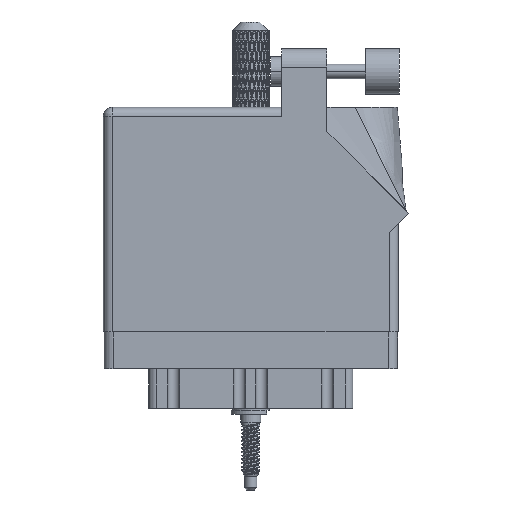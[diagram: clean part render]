
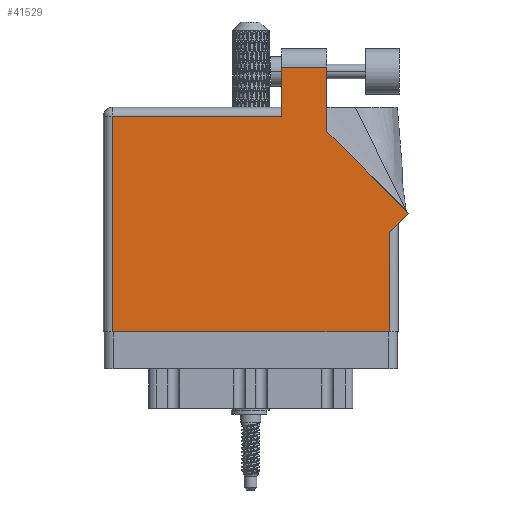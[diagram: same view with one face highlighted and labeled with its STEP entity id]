
A CAD part, front view. The second image highlights one B-rep face of the part: STEP entity #41529.
In plain terms, the highlighted face is planar.
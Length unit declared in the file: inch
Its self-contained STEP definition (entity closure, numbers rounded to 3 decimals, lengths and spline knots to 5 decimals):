
#2274 = DIRECTION ( 'NONE',  ( 0., -1., 0. ) ) ;
#5154 = VECTOR ( 'NONE', #20946, 39.37008 ) ;
#8331 = CARTESIAN_POINT ( 'NONE',  ( 1.524, 1.805, 0. ) ) ;
#11137 = CARTESIAN_POINT ( 'NONE',  ( 1.948, 0.737, 0. ) ) ;
#12831 = CARTESIAN_POINT ( 'NONE',  ( 0.062, 1.468, 0. ) ) ;
#14433 = VECTOR ( 'NONE', #16491, 39.37008 ) ;
#14563 = CARTESIAN_POINT ( 'NONE',  ( 1.217, 1.468, 0. ) ) ;
#14837 = DIRECTION ( 'NONE',  ( 0., 0., -1. ) ) ;
#16491 = DIRECTION ( 'NONE',  ( -0.707, 0.707, 0. ) ) ;
#18500 = LINE ( 'NONE', #98880, #81396 ) ;
#20087 = LINE ( 'NONE', #34885, #57498 ) ;
#20757 = EDGE_CURVE ( 'NONE', #51112, #55181, #20087, .T. ) ;
#20946 = DIRECTION ( 'NONE',  ( -1., 0., 0. ) ) ;
#23380 = EDGE_CURVE ( 'NONE', #30598, #51112, #99007, .T. ) ;
#24033 = CARTESIAN_POINT ( 'NONE',  ( 0.062, 0., 0. ) ) ;
#25890 = LINE ( 'NONE', #90376, #41987 ) ;
#26454 = CARTESIAN_POINT ( 'NONE',  ( 0.062, 0., 0. ) ) ;
#27593 = CARTESIAN_POINT ( 'NONE',  ( 2.01, 0.737, 0. ) ) ;
#30598 = VERTEX_POINT ( 'NONE', #31571 ) ;
#30704 = PLANE ( 'NONE',  #37595 ) ;
#31567 = EDGE_CURVE ( 'NONE', #36816, #41609, #34898, .T. ) ;
#31571 = CARTESIAN_POINT ( 'NONE',  ( 1.217, 1.805, 0. ) ) ;
#34885 = CARTESIAN_POINT ( 'NONE',  ( 0., 1.468, 0. ) ) ;
#34898 = LINE ( 'NONE', #11137, #83570 ) ;
#36816 = VERTEX_POINT ( 'NONE', #61788 ) ;
#37595 = AXIS2_PLACEMENT_3D ( 'NONE', #88267, #14837, #78809 ) ;
#41529 = ADVANCED_FACE ( 'NONE', ( #103155 ), #30704, .F. ) ;
#41609 = VERTEX_POINT ( 'NONE', #58063 ) ;
#41987 = VECTOR ( 'NONE', #58118, 39.37008 ) ;
#43157 = EDGE_CURVE ( 'NONE', #84649, #30598, #78062, .T. ) ;
#43910 = ORIENTED_EDGE ( 'NONE', *, *, #90812, .T. ) ;
#44914 = DIRECTION ( 'NONE',  ( -1., 0., 0. ) ) ;
#48056 = EDGE_CURVE ( 'NONE', #71126, #84649, #18500, .T. ) ;
#49216 = CARTESIAN_POINT ( 'NONE',  ( 2.08071, 0.80771, 0. ) ) ;
#50960 = EDGE_LOOP ( 'NONE', ( #72079, #100017, #62711, #84452, #87805, #76069, #85975, #43910, #52417 ) ) ;
#51112 = VERTEX_POINT ( 'NONE', #14563 ) ;
#52417 = ORIENTED_EDGE ( 'NONE', *, *, #73355, .T. ) ;
#54254 = CARTESIAN_POINT ( 'NONE',  ( 1.217, 1.805, 0. ) ) ;
#55181 = VERTEX_POINT ( 'NONE', #12831 ) ;
#57498 = VECTOR ( 'NONE', #44914, 39.37008 ) ;
#58063 = CARTESIAN_POINT ( 'NONE',  ( 1.948, 0.675, 0. ) ) ;
#58118 = DIRECTION ( 'NONE',  ( 1., 0., 0. ) ) ;
#58972 = VECTOR ( 'NONE', #77062, 39.37008 ) ;
#59325 = VERTEX_POINT ( 'NONE', #61350 ) ;
#61350 = CARTESIAN_POINT ( 'NONE',  ( 2.08071, 0.80771, 0. ) ) ;
#61788 = CARTESIAN_POINT ( 'NONE',  ( 1.948, 0., 0. ) ) ;
#62711 = ORIENTED_EDGE ( 'NONE', *, *, #23380, .T. ) ;
#66100 = LINE ( 'NONE', #26454, #58972 ) ;
#71126 = VERTEX_POINT ( 'NONE', #99540 ) ;
#71545 = VECTOR ( 'NONE', #2274, 39.37008 ) ;
#72079 = ORIENTED_EDGE ( 'NONE', *, *, #48056, .T. ) ;
#73019 = LINE ( 'NONE', #49216, #14433 ) ;
#73355 = EDGE_CURVE ( 'NONE', #59325, #71126, #73019, .T. ) ;
#74658 = CARTESIAN_POINT ( 'NONE',  ( 1.217, 1.53, 0. ) ) ;
#75609 = DIRECTION ( 'NONE',  ( 0., 1., 0. ) ) ;
#76069 = ORIENTED_EDGE ( 'NONE', *, *, #93308, .T. ) ;
#77062 = DIRECTION ( 'NONE',  ( 0., -1., 0. ) ) ;
#78062 = LINE ( 'NONE', #54254, #5154 ) ;
#78809 = DIRECTION ( 'NONE',  ( -1., 0., 0. ) ) ;
#81396 = VECTOR ( 'NONE', #83532, 39.37008 ) ;
#83532 = DIRECTION ( 'NONE',  ( 0., 1., 0. ) ) ;
#83570 = VECTOR ( 'NONE', #75609, 39.37008 ) ;
#84299 = EDGE_CURVE ( 'NONE', #55181, #86754, #66100, .T. ) ;
#84452 = ORIENTED_EDGE ( 'NONE', *, *, #20757, .T. ) ;
#84649 = VERTEX_POINT ( 'NONE', #8331 ) ;
#85767 = DIRECTION ( 'NONE',  ( 0.707, 0.707, 0. ) ) ;
#85975 = ORIENTED_EDGE ( 'NONE', *, *, #31567, .T. ) ;
#86754 = VERTEX_POINT ( 'NONE', #24033 ) ;
#87805 = ORIENTED_EDGE ( 'NONE', *, *, #84299, .T. ) ;
#88267 = CARTESIAN_POINT ( 'NONE',  ( 0., 1.53, 0. ) ) ;
#90376 = CARTESIAN_POINT ( 'NONE',  ( 0., 0., 0. ) ) ;
#90812 = EDGE_CURVE ( 'NONE', #41609, #59325, #100568, .T. ) ;
#92514 = VECTOR ( 'NONE', #85767, 39.37008 ) ;
#93308 = EDGE_CURVE ( 'NONE', #86754, #36816, #25890, .T. ) ;
#98880 = CARTESIAN_POINT ( 'NONE',  ( 1.524, 1.36442, 0. ) ) ;
#99007 = LINE ( 'NONE', #74658, #71545 ) ;
#99540 = CARTESIAN_POINT ( 'NONE',  ( 1.524, 1.36442, 0. ) ) ;
#100017 = ORIENTED_EDGE ( 'NONE', *, *, #43157, .T. ) ;
#100568 = LINE ( 'NONE', #27593, #92514 ) ;
#103155 = FACE_OUTER_BOUND ( 'NONE', #50960, .T. ) ;
